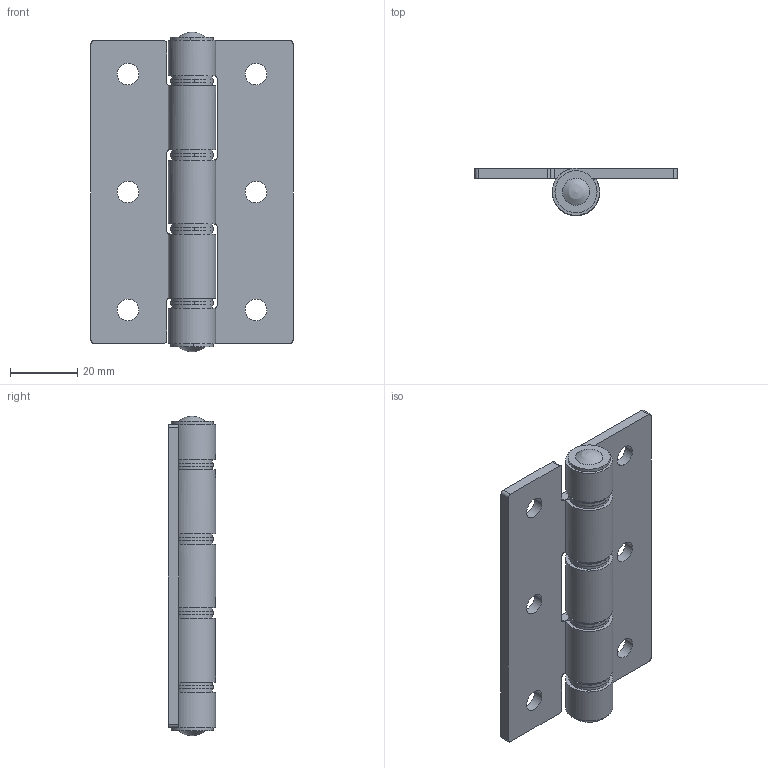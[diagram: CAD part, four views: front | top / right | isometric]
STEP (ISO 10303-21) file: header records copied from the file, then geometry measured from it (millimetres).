
FILE_DESCRIPTION((''),'2;1');
FILE_NAME('','2006-09-07T18:49:13',(''),(''),'','CADfix','');
FILE_SCHEMA(('AUTOMOTIVE_DESIGN'));
Length unit declared in the file: millimetre
Products named in the file (7): washer_B; washer_A; washer; shaft; hinge pieces_B; hinge pieces_A; TH_142_1_27827_36
Assembly tree (17 placements, depth 2):
  TH_142_1_27827_36
    washer_B  x2
    washer_A  x4
    washer  x8
    shaft
    hinge pieces_B
    hinge pieces_A
Bounding box: 60 x 13.99 x 95 mm (x, y, z)
Volume: 25366.3 mm3; surface area: 24081.3 mm2
Topology: 17 solids, 17 shells, 184 faces, 566 edges, 428 vertices
Faces by surface type: bspline 184
Entity records: 4030 total; most frequent: CARTESIAN_POINT 2083, ORIENTED_EDGE 608, EDGE_CURVE 304, VERTEX_POINT 224, QUASI_UNIFORM_CURVE 130, EDGE_LOOP 120, FACE_OUTER_BOUND 97, ADVANCED_FACE 97
